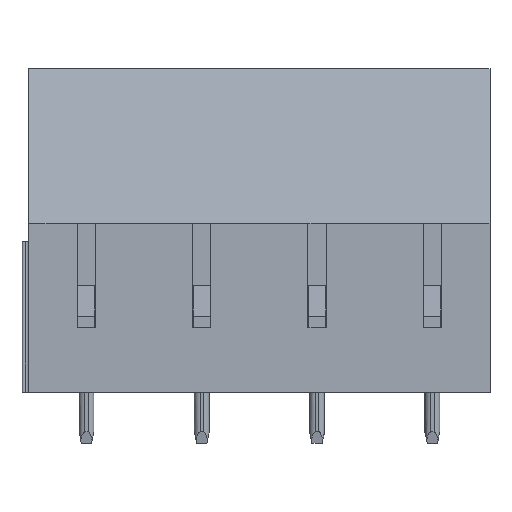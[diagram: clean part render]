
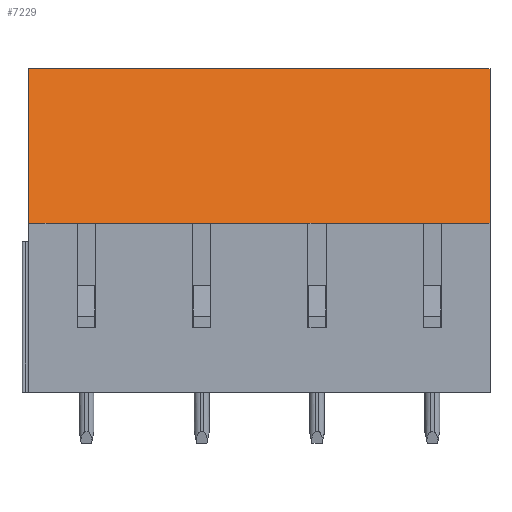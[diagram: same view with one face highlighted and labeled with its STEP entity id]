
A CAD part, left-side view. The second image highlights one B-rep face of the part: STEP entity #7229.
In plain terms, the highlighted planar face has unit normal (-0.959, 0, 0.284).
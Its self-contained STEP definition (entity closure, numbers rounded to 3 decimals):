
#409=PLANE('',#7783);
#1582=ORIENTED_EDGE('',*,*,#3356,.T.);
#1583=ORIENTED_EDGE('',*,*,#2932,.T.);
#1584=ORIENTED_EDGE('',*,*,#3355,.T.);
#1585=ORIENTED_EDGE('',*,*,#3334,.T.);
#1586=ORIENTED_EDGE('',*,*,#3410,.T.);
#1587=ORIENTED_EDGE('',*,*,#3411,.T.);
#1588=ORIENTED_EDGE('',*,*,#3403,.F.);
#1589=ORIENTED_EDGE('',*,*,#3412,.F.);
#1590=ORIENTED_EDGE('',*,*,#3413,.T.);
#1591=ORIENTED_EDGE('',*,*,#3414,.T.);
#1592=ORIENTED_EDGE('',*,*,#3415,.T.);
#1593=ORIENTED_EDGE('',*,*,#3416,.T.);
#2932=EDGE_CURVE('',#3998,#3988,#4707,.T.);
#3334=EDGE_CURVE('',#4238,#4241,#4999,.T.);
#3355=EDGE_CURVE('',#3988,#4238,#5019,.T.);
#3356=EDGE_CURVE('',#4295,#3998,#5020,.T.);
#3403=EDGE_CURVE('',#4338,#4339,#5044,.T.);
#3410=EDGE_CURVE('',#4241,#4345,#5048,.T.);
#3411=EDGE_CURVE('',#4345,#4339,#5049,.T.);
#3412=EDGE_CURVE('',#4346,#4338,#5050,.T.);
#3413=EDGE_CURVE('',#4346,#4347,#5051,.T.);
#3414=EDGE_CURVE('',#4347,#4348,#5052,.T.);
#3415=EDGE_CURVE('',#4348,#4349,#5053,.T.);
#3416=EDGE_CURVE('',#4349,#4295,#5054,.T.);
#3988=VERTEX_POINT('',#10371);
#3998=VERTEX_POINT('',#10510);
#4238=VERTEX_POINT('',#11712);
#4241=VERTEX_POINT('',#11719);
#4295=VERTEX_POINT('',#12154);
#4338=VERTEX_POINT('',#12246);
#4339=VERTEX_POINT('',#12247);
#4345=VERTEX_POINT('',#12261);
#4346=VERTEX_POINT('',#12264);
#4347=VERTEX_POINT('',#12266);
#4348=VERTEX_POINT('',#12268);
#4349=VERTEX_POINT('',#12270);
#4707=LINE('',#10509,#5489);
#4999=LINE('',#12111,#5781);
#5019=LINE('',#12151,#5801);
#5020=LINE('',#12153,#5802);
#5044=LINE('',#12245,#5826);
#5048=LINE('',#12260,#5830);
#5049=LINE('',#12262,#5831);
#5050=LINE('',#12263,#5832);
#5051=LINE('',#12265,#5833);
#5052=LINE('',#12267,#5834);
#5053=LINE('',#12269,#5835);
#5054=LINE('',#12271,#5836);
#5489=VECTOR('',#8274,1000.);
#5781=VECTOR('',#9036,1000.);
#5801=VECTOR('',#9068,1000.);
#5802=VECTOR('',#9071,1000.);
#5826=VECTOR('',#9145,1000.);
#5830=VECTOR('',#9157,1000.);
#5831=VECTOR('',#9158,1000.);
#5832=VECTOR('',#9159,1000.);
#5833=VECTOR('',#9160,1000.);
#5834=VECTOR('',#9161,1000.);
#5835=VECTOR('',#9162,1000.);
#5836=VECTOR('',#9163,1000.);
#6414=EDGE_LOOP('',(#1582,#1583,#1584,#1585,#1586,#1587,#1588,#1589,#1590,
#1591,#1592,#1593));
#6826=FACE_BOUND('',#6414,.T.);
#7229=ADVANCED_FACE('',(#6826),#409,.F.);
#7783=AXIS2_PLACEMENT_3D('',#12259,#9155,#9156);
#8274=DIRECTION('',(0.,-1.,0.));
#9036=DIRECTION('',(0.,-1.,0.));
#9068=DIRECTION('',(0.,-1.,0.));
#9071=DIRECTION('',(0.,-1.,0.));
#9145=DIRECTION('',(0.,-1.,0.));
#9155=DIRECTION('',(0.959,0.,-0.284));
#9156=DIRECTION('',(-0.284,0.,-0.959));
#9157=DIRECTION('',(0.,-1.,0.));
#9158=DIRECTION('',(0.284,0.,0.959));
#9159=DIRECTION('',(0.284,0.,0.959));
#9160=DIRECTION('',(0.,-1.,0.));
#9161=DIRECTION('',(0.,-1.,0.));
#9162=DIRECTION('',(0.,-1.,0.));
#9163=DIRECTION('',(0.,-1.,0.));
#10371=CARTESIAN_POINT('',(0.977,-5.881,14.9));
#10509=CARTESIAN_POINT('',(0.977,-4.281,14.9));
#10510=CARTESIAN_POINT('',(0.977,-4.281,14.9));
#11712=CARTESIAN_POINT('',(0.977,-14.441,14.9));
#11719=CARTESIAN_POINT('',(0.977,-16.041,14.9));
#12111=CARTESIAN_POINT('',(0.977,-14.441,14.9));
#12151=CARTESIAN_POINT('',(0.977,-10.161,14.9));
#12153=CARTESIAN_POINT('',(0.977,-10.161,14.9));
#12154=CARTESIAN_POINT('',(0.977,4.28,14.9));
#12245=CARTESIAN_POINT('',(5.004,-10.161,28.5));
#12246=CARTESIAN_POINT('',(5.004,20.32,28.5));
#12247=CARTESIAN_POINT('',(5.004,-20.321,28.5));
#12259=CARTESIAN_POINT('',(0.977,-10.161,14.9));
#12260=CARTESIAN_POINT('',(0.977,-10.161,14.9));
#12261=CARTESIAN_POINT('',(0.977,-20.321,14.9));
#12262=CARTESIAN_POINT('',(0.977,-20.321,14.9));
#12263=CARTESIAN_POINT('',(0.977,20.32,14.9));
#12264=CARTESIAN_POINT('',(0.977,20.32,14.9));
#12265=CARTESIAN_POINT('',(0.977,10.16,14.9));
#12266=CARTESIAN_POINT('',(0.977,16.04,14.9));
#12267=CARTESIAN_POINT('',(0.977,16.04,14.9));
#12268=CARTESIAN_POINT('',(0.977,14.44,14.9));
#12269=CARTESIAN_POINT('',(0.977,10.16,14.9));
#12270=CARTESIAN_POINT('',(0.977,5.88,14.9));
#12271=CARTESIAN_POINT('',(0.977,5.88,14.9));
